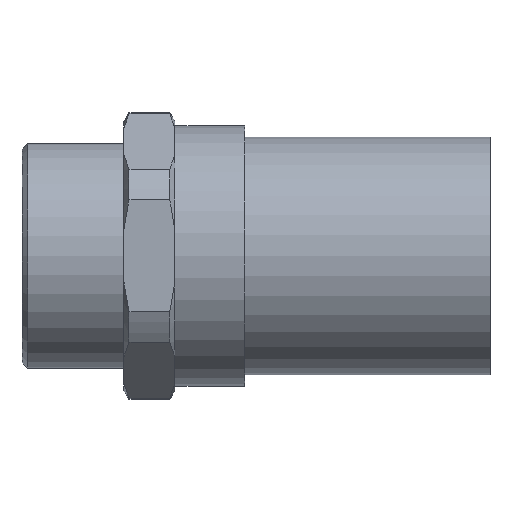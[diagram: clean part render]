
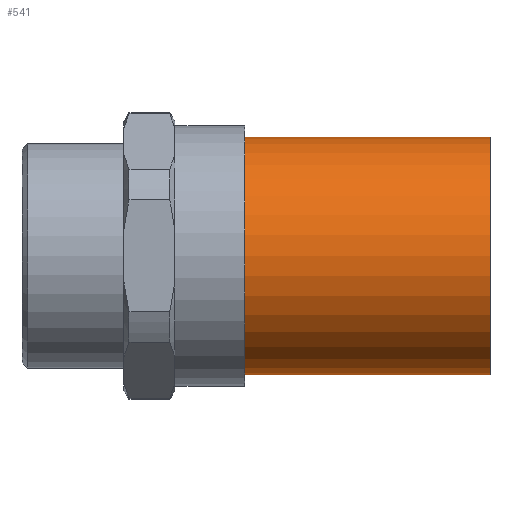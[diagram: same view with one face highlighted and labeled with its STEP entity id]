
A CAD part, top view. The second image highlights one B-rep face of the part: STEP entity #541.
In plain terms, the highlighted cylindrical face has radius 31.5 mm (diameter 63 mm), a partial arc.
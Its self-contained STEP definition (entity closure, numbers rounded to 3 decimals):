
#331 = VERTEX_POINT( '', #844 );
#361 = VERTEX_POINT( '', #876 );
#365 = EDGE_CURVE( '', #361, #489, #880, .T. );
#373 = EDGE_CURVE( '', #489, #375, #888, .T. );
#375 = VERTEX_POINT( '', #890 );
#453 = EDGE_CURVE( '', #375, #331, #978, .T. );
#489 = VERTEX_POINT( '', #1017 );
#541 = ADVANCED_FACE( '', ( #1074 ), #1075, .T. );
#717 = EDGE_CURVE( '', #361, #331, #1273, .T. );
#844 = CARTESIAN_POINT( '', ( 59., 31.5, 0. ) );
#876 = CARTESIAN_POINT( '', ( 59., -31.5, 0. ) );
#880 = LINE( '', #1511, #1512 );
#888 = CIRCLE( '', #1524, 31.5 );
#890 = CARTESIAN_POINT( '', ( 124., 31.5, 0. ) );
#978 = LINE( '', #1639, #1640 );
#1017 = CARTESIAN_POINT( '', ( 124., -31.5, 0. ) );
#1074 = FACE_OUTER_BOUND( '', #1818, .T. );
#1075 = CYLINDRICAL_SURFACE( '', #1819, 31.5 );
#1273 = CIRCLE( '', #2171, 31.5 );
#1511 = CARTESIAN_POINT( '', ( 91.5, -31.5, 0. ) );
#1512 = VECTOR( '', #2343, 1. );
#1524 = AXIS2_PLACEMENT_3D( '', #2348, #2349, #2350 );
#1639 = CARTESIAN_POINT( '', ( 91.5, 31.5, 0. ) );
#1640 = VECTOR( '', #2480, 1. );
#1818 = EDGE_LOOP( '', ( #2584, #2585, #2586, #2587 ) );
#1819 = AXIS2_PLACEMENT_3D( '', #2588, #2589, #2590 );
#2171 = AXIS2_PLACEMENT_3D( '', #2804, #2805, #2806 );
#2343 = DIRECTION( '', ( 1., 0., 0. ) );
#2348 = CARTESIAN_POINT( '', ( 124., 0., 0. ) );
#2349 = DIRECTION( '', ( -1., 0., 0. ) );
#2350 = DIRECTION( '', ( 0., 1., 0. ) );
#2480 = DIRECTION( '', ( -1., 0., 0. ) );
#2584 = ORIENTED_EDGE( '', *, *, #453, .T. );
#2585 = ORIENTED_EDGE( '', *, *, #717, .F. );
#2586 = ORIENTED_EDGE( '', *, *, #365, .T. );
#2587 = ORIENTED_EDGE( '', *, *, #373, .T. );
#2588 = CARTESIAN_POINT( '', ( 91.5, 0., 0. ) );
#2589 = DIRECTION( '', ( 1., 0., 0. ) );
#2590 = DIRECTION( '', ( 0., 1., 0. ) );
#2804 = CARTESIAN_POINT( '', ( 59., 0., 0. ) );
#2805 = DIRECTION( '', ( -1., 0., 0. ) );
#2806 = DIRECTION( '', ( 0., 1., 0. ) );
